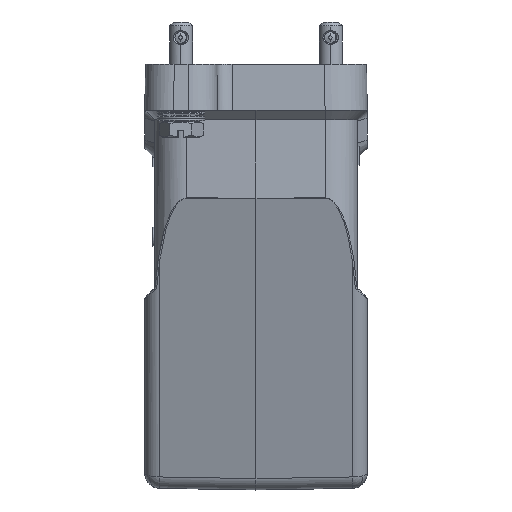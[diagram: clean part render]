
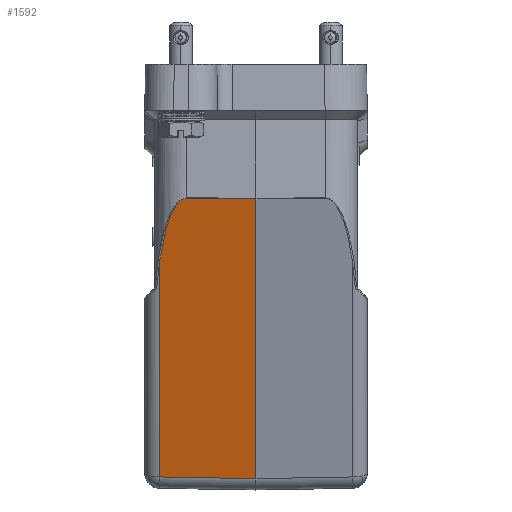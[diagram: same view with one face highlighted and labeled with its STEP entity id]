
A CAD part, left-side view. The second image highlights one B-rep face of the part: STEP entity #1592.
In plain terms, the highlighted planar face has unit normal (-0.966, 0.018, -0.259).
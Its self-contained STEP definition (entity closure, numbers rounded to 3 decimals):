
#1592=ADVANCED_FACE('NONE',(#2786),#2127,.F.);
#2127=PLANE('',#14988);
#2786=FACE_OUTER_BOUND('',#3637,.T.);
#3637=EDGE_LOOP('',(#7759,#7760,#7761,#7762,#7763));
#4331=B_SPLINE_CURVE_WITH_KNOTS('',3,(#30027,#30028,#30029,#30030,#30031,
#30032,#30033,#30034,#30035,#30036,#30037,#30038,#30039,#30040,#30041,#30042,
#30043,#30044,#30045,#30046),.UNSPECIFIED.,.F.,.F.,(4,2,2,2,2,2,2,2,2,4),
(0.,0.25,0.5,0.625,0.75,0.813,0.875,0.938,0.969,1.),.UNSPECIFIED.);
#7759=ORIENTED_EDGE('',*,*,#11793,.F.);
#7760=ORIENTED_EDGE('',*,*,#11794,.F.);
#7761=ORIENTED_EDGE('',*,*,#11722,.F.);
#7762=ORIENTED_EDGE('',*,*,#11717,.F.);
#7763=ORIENTED_EDGE('',*,*,#11795,.F.);
#9798=VERTEX_POINT('',#30021);
#9799=VERTEX_POINT('',#30026);
#9802=VERTEX_POINT('',#30181);
#9844=VERTEX_POINT('',#30746);
#9845=VERTEX_POINT('',#30747);
#11717=EDGE_CURVE('NONE',#9799,#9798,#4331,.T.);
#11722=EDGE_CURVE('NONE',#9798,#9802,#12938,.T.);
#11793=EDGE_CURVE('NONE',#9844,#9845,#12975,.T.);
#11794=EDGE_CURVE('NONE',#9802,#9844,#12976,.T.);
#11795=EDGE_CURVE('NONE',#9845,#9799,#12977,.T.);
#12938=LINE('',#30180,#13942);
#12975=LINE('',#30745,#13979);
#12976=LINE('',#30748,#13980);
#12977=LINE('',#30749,#13981);
#13942=VECTOR('',#17783,1.);
#13979=VECTOR('',#17890,1.);
#13980=VECTOR('',#17891,1.);
#13981=VECTOR('',#17892,1.);
#14988=AXIS2_PLACEMENT_3D('',#30750,#17893,#17894);
#17783=DIRECTION('',(-0.017,-1.,-0.002));
#17890=DIRECTION('',(0.013,1.,0.017));
#17891=DIRECTION('',(0.259,0.,-0.966));
#17892=DIRECTION('',(-0.259,0.,0.966));
#17893=DIRECTION('',(0.966,-0.017,0.259));
#17894=DIRECTION('',(0.259,0.,-0.966));
#30021=CARTESIAN_POINT('',(-74.668,18.048,-23.022));
#30026=CARTESIAN_POINT('',(-70.235,25.07,-39.091));
#30027=CARTESIAN_POINT('',(-70.235,25.07,-39.091));
#30028=CARTESIAN_POINT('',(-70.646,24.866,-37.573));
#30029=CARTESIAN_POINT('',(-71.055,24.619,-36.062));
#30030=CARTESIAN_POINT('',(-71.87,24.009,-33.061));
#30031=CARTESIAN_POINT('',(-72.276,23.647,-31.571));
#30032=CARTESIAN_POINT('',(-72.876,22.965,-29.377));
#30033=CARTESIAN_POINT('',(-73.075,22.714,-28.653));
#30034=CARTESIAN_POINT('',(-73.466,22.142,-27.232));
#30035=CARTESIAN_POINT('',(-73.659,21.823,-26.533));
#30036=CARTESIAN_POINT('',(-73.938,21.258,-25.531));
#30037=CARTESIAN_POINT('',(-74.029,21.054,-25.205));
#30038=CARTESIAN_POINT('',(-74.204,20.607,-24.58));
#30039=CARTESIAN_POINT('',(-74.289,20.363,-24.281));
#30040=CARTESIAN_POINT('',(-74.444,19.815,-23.739));
#30041=CARTESIAN_POINT('',(-74.515,19.511,-23.494));
#30042=CARTESIAN_POINT('',(-74.597,18.996,-23.223));
#30043=CARTESIAN_POINT('',(-74.62,18.814,-23.149));
#30044=CARTESIAN_POINT('',(-74.654,18.439,-23.048));
#30045=CARTESIAN_POINT('',(-74.665,18.244,-23.022));
#30046=CARTESIAN_POINT('',(-74.668,18.048,-23.022));
#30180=CARTESIAN_POINT('',(-74.662,18.396,-23.021));
#30181=CARTESIAN_POINT('',(-74.983,0.,-23.064));
#30745=CARTESIAN_POINT('',(-55.43,0.,-96.036));
#30746=CARTESIAN_POINT('',(-55.43,0.,-96.036));
#30747=CARTESIAN_POINT('',(-55.094,25.07,-95.598));
#30748=CARTESIAN_POINT('',(-54.636,0.,-99.));
#30749=CARTESIAN_POINT('',(-54.213,25.07,-98.887));
#30750=CARTESIAN_POINT('',(-54.636,0.,-99.));
